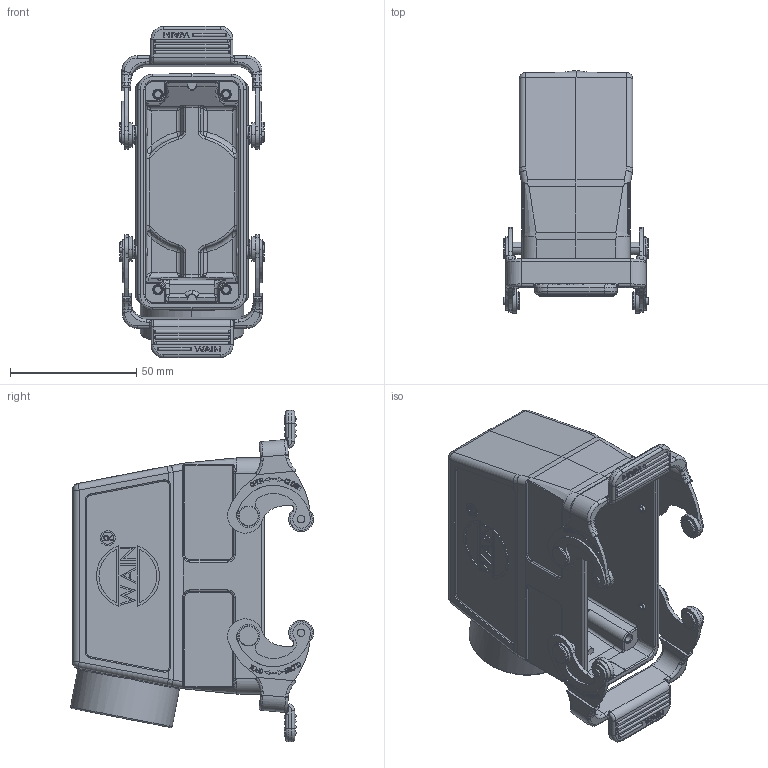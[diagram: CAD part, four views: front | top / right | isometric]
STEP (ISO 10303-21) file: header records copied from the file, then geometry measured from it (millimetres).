
FILE_DESCRIPTION(/* description */ (''),/* implementation_level */ '2;1');
FILE_NAME(/* name */ '3D_1240165415012_HV16B-SEH-2L_SC-PG29_V1.1.stp',/* time_stamp */ '2024-01-09T17:06:32+08:00',/* author */ (''),/* organization */ (''),/* preprocessor_version */ 'ST-DEVELOPER v18.1',/* originating_system */ 'SIEMENS PLM Software NX 1980',/* authorisation */ '');
FILE_SCHEMA (('AUTOMOTIVE_DESIGN { 1 0 10303 214 3 1 1 1 }'));
Products named in the file (1): 145928480B21z0e3
Bounding box: 57.5 x 96.23 x 131.3 mm (x, y, z)
Volume: 94445.5 mm3; surface area: 59510.7 mm2
Topology: 3 solids, 3 shells, 1827 faces, 4833 edges, 3126 vertices
Faces by surface type: plane 827, cylinder 529, torus 179, extrusion 88, bspline 88, cone 70, sphere 44, revolution 2
Full cylindrical faces by diameter (mm): 32 x1, 35.6 x1
Entity records: 66423 total; most frequent: CARTESIAN_POINT 22942, ORIENTED_EDGE 9532, DIRECTION 8195, EDGE_CURVE 4766, VERTEX_POINT 3124, AXIS2_PLACEMENT_3D 2907, VECTOR 2379, LINE 2291
